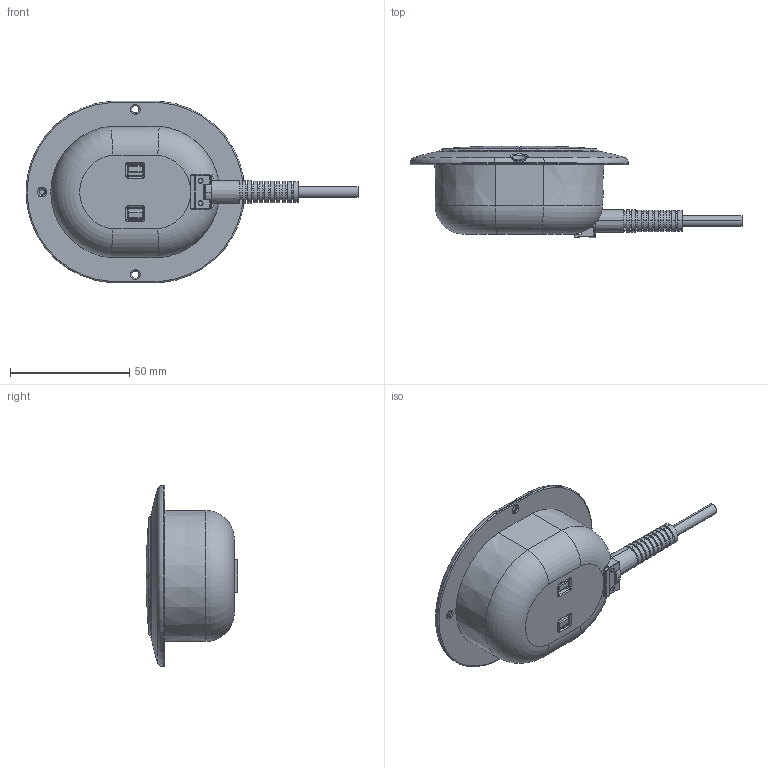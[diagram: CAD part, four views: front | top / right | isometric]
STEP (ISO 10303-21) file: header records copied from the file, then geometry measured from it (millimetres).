
FILE_DESCRIPTION (( 'STEP AP203' ), '1' );
FILE_NAME ('Chaircontrol.STEP', '2011-02-11T11:20:22', ( 'Christian Müller' ), ( 'Dewert GmbH' ), 'SwSTEP 2.0', 'SolidWorks 2008', '' );
FILE_SCHEMA (( 'CONFIG_CONTROL_DESIGN' ));
Length unit declared in the file: millimetre
Products named in the file (1): Chaircontrol
Bounding box: 139.15 x 38.35 x 76 mm (x, y, z)
Volume: 122861.1 mm3; surface area: 20835.9 mm2
Topology: 1 solids, 1 shells, 554 faces, 1336 edges, 772 vertices
Faces by surface type: cylinder 220, plane 144, torus 91, sphere 47, bspline 28, cone 24
Entity records: 17565 total; most frequent: CARTESIAN_POINT 5009, DIRECTION 2767, ORIENTED_EDGE 2580, EDGE_CURVE 1290, AXIS2_PLACEMENT_3D 1159, VERTEX_POINT 766, CIRCLE 632, EDGE_LOOP 588
